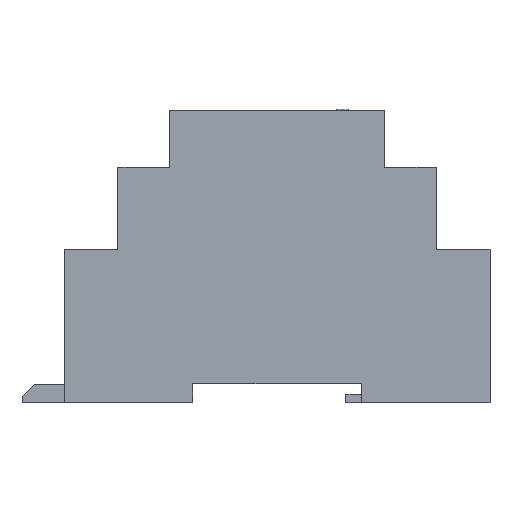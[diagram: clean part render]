
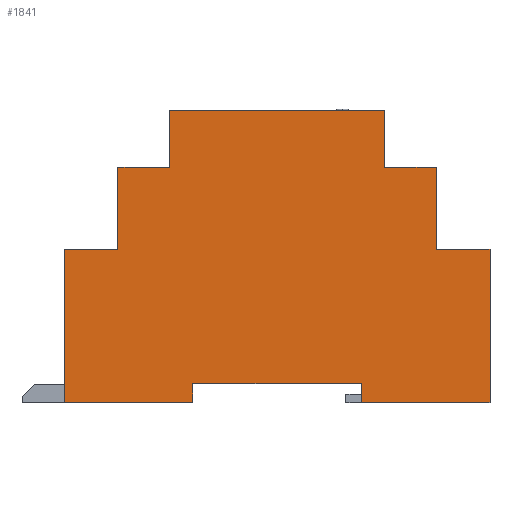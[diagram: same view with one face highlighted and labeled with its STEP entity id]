
A CAD part, top view. The second image highlights one B-rep face of the part: STEP entity #1841.
In plain terms, the highlighted planar face has unit normal (0, 0, 1).
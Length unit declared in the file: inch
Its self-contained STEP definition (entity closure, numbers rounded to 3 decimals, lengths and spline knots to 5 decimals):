
#8 = ORIENTED_EDGE ( 'NONE', *, *, #621, .T. ) ;
#86 = EDGE_CURVE ( 'NONE', #578, #1707, #776, .T. ) ;
#111 = EDGE_CURVE ( 'NONE', #1421, #2173, #982, .T. ) ;
#136 = EDGE_CURVE ( 'NONE', #455, #473, #165, .T. ) ;
#150 = ORIENTED_EDGE ( 'NONE', *, *, #86, .T. ) ;
#164 = CARTESIAN_POINT ( 'NONE',  ( 0., 0., 2.05 ) ) ;
#165 = LINE ( 'NONE', #1867, #2027 ) ;
#170 = DIRECTION ( 'NONE',  ( 0., -1., 0. ) ) ;
#174 = VECTOR ( 'NONE', #2107, 39.37008 ) ;
#196 = VERTEX_POINT ( 'NONE', #724 ) ;
#222 = ORIENTED_EDGE ( 'NONE', *, *, #136, .T. ) ;
#224 = LINE ( 'NONE', #715, #2069 ) ;
#227 = DIRECTION ( 'NONE',  ( 0., -1., 0. ) ) ;
#232 = VERTEX_POINT ( 'NONE', #1604 ) ;
#262 = CARTESIAN_POINT ( 'NONE',  ( 2.655, 2.42, 2.05 ) ) ;
#263 = EDGE_CURVE ( 'NONE', #455, #749, #224, .T. ) ;
#267 = LINE ( 'NONE', #604, #2036 ) ;
#272 = VECTOR ( 'NONE', #2201, 39.37008 ) ;
#283 = VERTEX_POINT ( 'NONE', #410 ) ;
#346 = VERTEX_POINT ( 'NONE', #1642 ) ;
#358 = ORIENTED_EDGE ( 'NONE', *, *, #1513, .T. ) ;
#365 = AXIS2_PLACEMENT_3D ( 'NONE', #1292, #371, #1066 ) ;
#371 = DIRECTION ( 'NONE',  ( 0., 0., -1. ) ) ;
#373 = VERTEX_POINT ( 'NONE', #164 ) ;
#394 = CARTESIAN_POINT ( 'NONE',  ( 0., 0., 2.05 ) ) ;
#410 = CARTESIAN_POINT ( 'NONE',  ( 1.065, 0.157, 2.05 ) ) ;
#414 = ORIENTED_EDGE ( 'NONE', *, *, #1736, .F. ) ;
#425 = DIRECTION ( 'NONE',  ( 0., -1., 0. ) ) ;
#455 = VERTEX_POINT ( 'NONE', #1555 ) ;
#471 = ORIENTED_EDGE ( 'NONE', *, *, #1431, .T. ) ;
#473 = VERTEX_POINT ( 'NONE', #1230 ) ;
#479 = ORIENTED_EDGE ( 'NONE', *, *, #263, .F. ) ;
#480 = CARTESIAN_POINT ( 'NONE',  ( 2.655, 1.95, 2.05 ) ) ;
#504 = ORIENTED_EDGE ( 'NONE', *, *, #1065, .T. ) ;
#537 = DIRECTION ( 'NONE',  ( 0., 1., 0. ) ) ;
#550 = LINE ( 'NONE', #692, #1356 ) ;
#552 = CARTESIAN_POINT ( 'NONE',  ( 3.085, 1.27, 2.05 ) ) ;
#578 = VERTEX_POINT ( 'NONE', #262 ) ;
#579 = DIRECTION ( 'NONE',  ( 1., 0., 0. ) ) ;
#586 = ORIENTED_EDGE ( 'NONE', *, *, #2190, .T. ) ;
#604 = CARTESIAN_POINT ( 'NONE',  ( 0., 0., 2.05 ) ) ;
#621 = EDGE_CURVE ( 'NONE', #875, #232, #964, .T. ) ;
#647 = ORIENTED_EDGE ( 'NONE', *, *, #863, .F. ) ;
#692 = CARTESIAN_POINT ( 'NONE',  ( 0.445, 1.27, 2.05 ) ) ;
#706 = CARTESIAN_POINT ( 'NONE',  ( 3.085, 1.95, 2.05 ) ) ;
#715 = CARTESIAN_POINT ( 'NONE',  ( 2.465, 0., 2.05 ) ) ;
#721 = LINE ( 'NONE', #394, #1113 ) ;
#724 = CARTESIAN_POINT ( 'NONE',  ( 2.655, 1.95, 2.05 ) ) ;
#738 = EDGE_CURVE ( 'NONE', #346, #1956, #1022, .T. ) ;
#747 = CARTESIAN_POINT ( 'NONE',  ( 2.655, 1.95, 2.05 ) ) ;
#749 = VERTEX_POINT ( 'NONE', #2061 ) ;
#769 = ORIENTED_EDGE ( 'NONE', *, *, #930, .T. ) ;
#776 = LINE ( 'NONE', #1164, #811 ) ;
#786 = DIRECTION ( 'NONE',  ( -1., 0., 0. ) ) ;
#811 = VECTOR ( 'NONE', #1820, 39.37008 ) ;
#814 = ORIENTED_EDGE ( 'NONE', *, *, #1747, .T. ) ;
#839 = CARTESIAN_POINT ( 'NONE',  ( 1.065, 0., 2.05 ) ) ;
#863 = EDGE_CURVE ( 'NONE', #283, #2150, #1241, .T. ) ;
#875 = VERTEX_POINT ( 'NONE', #1730 ) ;
#921 = LINE ( 'NONE', #747, #1355 ) ;
#930 = EDGE_CURVE ( 'NONE', #1956, #875, #550, .T. ) ;
#955 = CARTESIAN_POINT ( 'NONE',  ( 3.085, 1.27, 2.05 ) ) ;
#964 = LINE ( 'NONE', #1634, #1827 ) ;
#965 = LINE ( 'NONE', #1179, #1838 ) ;
#982 = LINE ( 'NONE', #955, #1614 ) ;
#989 = ORIENTED_EDGE ( 'NONE', *, *, #111, .T. ) ;
#1003 = EDGE_CURVE ( 'NONE', #473, #1324, #1420, .T. ) ;
#1022 = LINE ( 'NONE', #1731, #1085 ) ;
#1065 = EDGE_CURVE ( 'NONE', #196, #578, #921, .T. ) ;
#1066 = DIRECTION ( 'NONE',  ( -1., 0., 0. ) ) ;
#1085 = VECTOR ( 'NONE', #1375, 39.37008 ) ;
#1113 = VECTOR ( 'NONE', #1249, 39.37008 ) ;
#1127 = LINE ( 'NONE', #1462, #1991 ) ;
#1164 = CARTESIAN_POINT ( 'NONE',  ( 0.875, 2.42, 2.05 ) ) ;
#1179 = CARTESIAN_POINT ( 'NONE',  ( 1.065, 0.157, 2.05 ) ) ;
#1193 = ORIENTED_EDGE ( 'NONE', *, *, #738, .T. ) ;
#1219 = LINE ( 'NONE', #1708, #272 ) ;
#1230 = CARTESIAN_POINT ( 'NONE',  ( 3.53, 0., 2.05 ) ) ;
#1241 = LINE ( 'NONE', #1910, #1283 ) ;
#1249 = DIRECTION ( 'NONE',  ( 0., -1., 0. ) ) ;
#1277 = PLANE ( 'NONE',  #365 ) ;
#1283 = VECTOR ( 'NONE', #170, 39.37008 ) ;
#1292 = CARTESIAN_POINT ( 'NONE',  ( 0., 0., 2.05 ) ) ;
#1324 = VERTEX_POINT ( 'NONE', #1712 ) ;
#1355 = VECTOR ( 'NONE', #1663, 39.37008 ) ;
#1356 = VECTOR ( 'NONE', #227, 39.37008 ) ;
#1375 = DIRECTION ( 'NONE',  ( -1., 0., 0. ) ) ;
#1376 = DIRECTION ( 'NONE',  ( 1., 0., 0. ) ) ;
#1420 = LINE ( 'NONE', #1760, #174 ) ;
#1421 = VERTEX_POINT ( 'NONE', #552 ) ;
#1431 = EDGE_CURVE ( 'NONE', #232, #373, #721, .T. ) ;
#1462 = CARTESIAN_POINT ( 'NONE',  ( 0.875, 1.95, 2.05 ) ) ;
#1510 = CARTESIAN_POINT ( 'NONE',  ( 0.875, 2.42, 2.05 ) ) ;
#1513 = EDGE_CURVE ( 'NONE', #373, #2150, #267, .T. ) ;
#1516 = CARTESIAN_POINT ( 'NONE',  ( 0.445, 1.95, 2.05 ) ) ;
#1520 = ORIENTED_EDGE ( 'NONE', *, *, #1545, .T. ) ;
#1521 = DIRECTION ( 'NONE',  ( -1., 0., 0. ) ) ;
#1545 = EDGE_CURVE ( 'NONE', #1707, #346, #1127, .T. ) ;
#1555 = CARTESIAN_POINT ( 'NONE',  ( 2.465, 0., 2.05 ) ) ;
#1604 = CARTESIAN_POINT ( 'NONE',  ( 0., 1.27, 2.05 ) ) ;
#1614 = VECTOR ( 'NONE', #1658, 39.37008 ) ;
#1634 = CARTESIAN_POINT ( 'NONE',  ( 0., 1.27, 2.05 ) ) ;
#1642 = CARTESIAN_POINT ( 'NONE',  ( 0.875, 1.95, 2.05 ) ) ;
#1644 = ORIENTED_EDGE ( 'NONE', *, *, #1003, .T. ) ;
#1653 = EDGE_LOOP ( 'NONE', ( #358, #647, #414, #479, #222, #1644, #586, #989, #814, #504, #150, #1520, #1193, #769, #8, #471 ) ) ;
#1658 = DIRECTION ( 'NONE',  ( 0., 1., 0. ) ) ;
#1663 = DIRECTION ( 'NONE',  ( 0., 1., 0. ) ) ;
#1707 = VERTEX_POINT ( 'NONE', #1510 ) ;
#1708 = CARTESIAN_POINT ( 'NONE',  ( 3.085, 1.27, 2.05 ) ) ;
#1712 = CARTESIAN_POINT ( 'NONE',  ( 3.53, 1.27, 2.05 ) ) ;
#1730 = CARTESIAN_POINT ( 'NONE',  ( 0.445, 1.27, 2.05 ) ) ;
#1731 = CARTESIAN_POINT ( 'NONE',  ( 0.445, 1.95, 2.05 ) ) ;
#1732 = FACE_OUTER_BOUND ( 'NONE', #1653, .T. ) ;
#1736 = EDGE_CURVE ( 'NONE', #749, #283, #965, .T. ) ;
#1747 = EDGE_CURVE ( 'NONE', #2173, #196, #1836, .T. ) ;
#1760 = CARTESIAN_POINT ( 'NONE',  ( 3.53, 0., 2.05 ) ) ;
#1817 = DIRECTION ( 'NONE',  ( -1., 0., 0. ) ) ;
#1820 = DIRECTION ( 'NONE',  ( -1., 0., 0. ) ) ;
#1827 = VECTOR ( 'NONE', #1817, 39.37008 ) ;
#1836 = LINE ( 'NONE', #480, #2004 ) ;
#1838 = VECTOR ( 'NONE', #786, 39.37008 ) ;
#1841 = ADVANCED_FACE ( 'NONE', ( #1732 ), #1277, .F. ) ;
#1867 = CARTESIAN_POINT ( 'NONE',  ( 0., 0., 2.05 ) ) ;
#1910 = CARTESIAN_POINT ( 'NONE',  ( 1.065, 0., 2.05 ) ) ;
#1956 = VERTEX_POINT ( 'NONE', #1516 ) ;
#1991 = VECTOR ( 'NONE', #425, 39.37008 ) ;
#2004 = VECTOR ( 'NONE', #1521, 39.37008 ) ;
#2027 = VECTOR ( 'NONE', #1376, 39.37008 ) ;
#2036 = VECTOR ( 'NONE', #579, 39.37008 ) ;
#2061 = CARTESIAN_POINT ( 'NONE',  ( 2.465, 0.157, 2.05 ) ) ;
#2069 = VECTOR ( 'NONE', #537, 39.37008 ) ;
#2107 = DIRECTION ( 'NONE',  ( 0., 1., 0. ) ) ;
#2150 = VERTEX_POINT ( 'NONE', #839 ) ;
#2173 = VERTEX_POINT ( 'NONE', #706 ) ;
#2190 = EDGE_CURVE ( 'NONE', #1324, #1421, #1219, .T. ) ;
#2201 = DIRECTION ( 'NONE',  ( -1., 0., 0. ) ) ;
